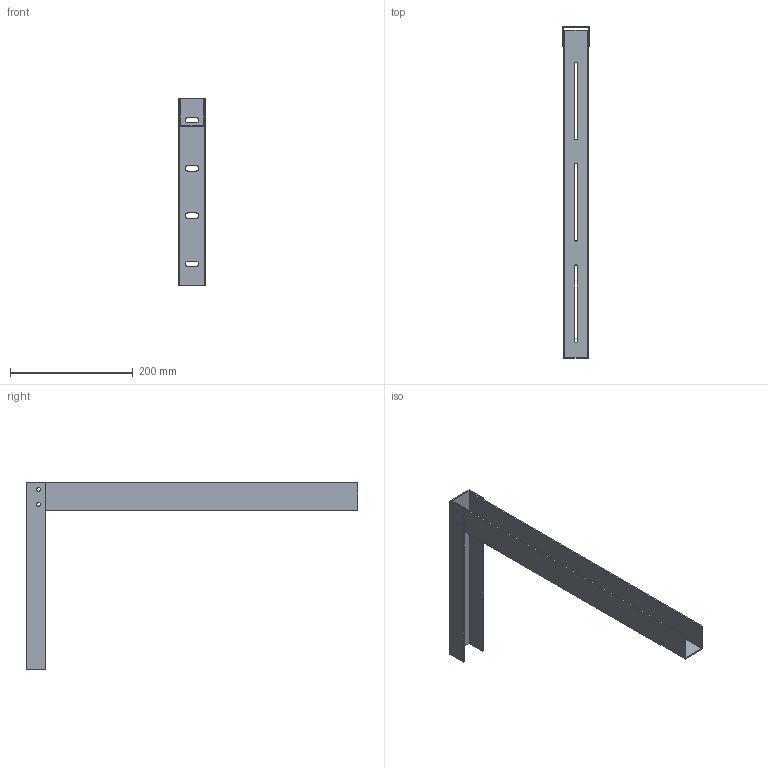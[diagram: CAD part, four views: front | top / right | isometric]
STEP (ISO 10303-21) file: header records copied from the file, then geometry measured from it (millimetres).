
FILE_DESCRIPTION (( 'STEP AP214' ), '1' );
FILE_NAME ('RP00017.STEP', '2019-08-20T20:57:10', ( '' ), ( '' ), 'SwSTEP 2.0', 'SolidWorks 2018', '' );
FILE_SCHEMA (( 'AUTOMOTIVE_DESIGN' ));
Length unit declared in the file: inch
Products named in the file (3): RP00017; RP00017_2; RP00017_1
Assembly tree (2 placements, depth 2):
  RP00017
    RP00017_1
    RP00017_2
Bounding box: 45.42 x 540.64 x 304.8 mm (x, y, z)
Volume: 208708.3 mm3; surface area: 200454.5 mm2
Topology: 2 solids, 2 shells, 68 faces, 192 edges, 128 vertices
Faces by surface type: cylinder 34, plane 34
Entity records: 2928 total; most frequent: DIRECTION 406, CARTESIAN_POINT 393, ORIENTED_EDGE 384, EDGE_CURVE 192, AXIS2_PLACEMENT_3D 141, VERTEX_POINT 128, LINE 124, VECTOR 124
